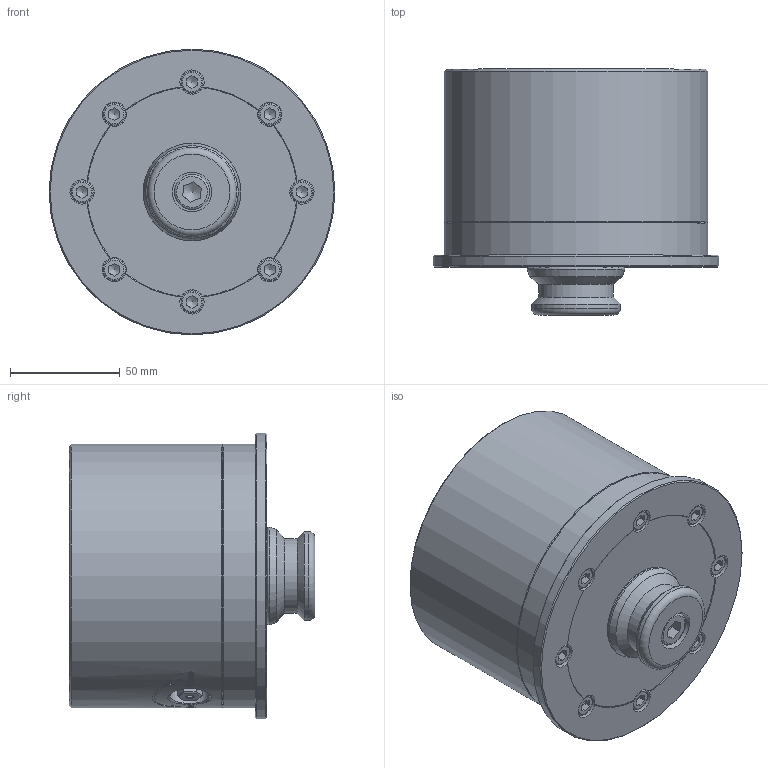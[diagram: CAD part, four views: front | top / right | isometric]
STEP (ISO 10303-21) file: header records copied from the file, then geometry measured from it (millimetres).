
FILE_DESCRIPTION(/* description */ (''),/* implementation_level */ '2;1');
FILE_NAME(/* name */ 'MCS120-90.stp',/* time_stamp */ '2024-10-21T11:45:36+02:00',/* author */ ('Admin'),/* organization */ (''),/* preprocessor_version */ 'ST-DEVELOPER v20',/* originating_system */ 'Autodesk Inventor 2025',/* authorisation */ '');
FILE_SCHEMA (('CONFIG_CONTROL_DESIGN'));
Products named in the file (1): MCS120-90
Bounding box: 130 x 111.8 x 130 mm (x, y, z)
Volume: 728762.7 mm3; surface area: 143267 mm2
Topology: 7 solids, 30 shells, 1477 faces, 3870 edges, 2573 vertices
Faces by surface type: plane 658, bspline 472, cylinder 174, cone 97, torus 48, sphere 28
Full cylindrical faces by diameter (mm): 2.459 x1, 3.242 x1, 4 x9, 4.5 x8, 4.917 x8, 5 x1, 6 x10, 6.6 x8, 7 x8, 8 x8, 8.376 x1, 9.4 x2, 10 x9, 10.5 x1, 11 x8, 11.8 x2, 12 x2, 16 x1, 18 x2, 25 x2, 30 x1, 34 x1, 40.4 x1, 40.5 x1, 40.7 x1, 42 x1, 46.1 x1, 48 x1, 50 x1, 52 x2
Entity records: 53017 total; most frequent: CARTESIAN_POINT 18321, ORIENTED_EDGE 7626, DIRECTION 5339, EDGE_CURVE 3813, VERTEX_POINT 2573, LINE 1933, VECTOR 1933, AXIS2_PLACEMENT_3D 1703
